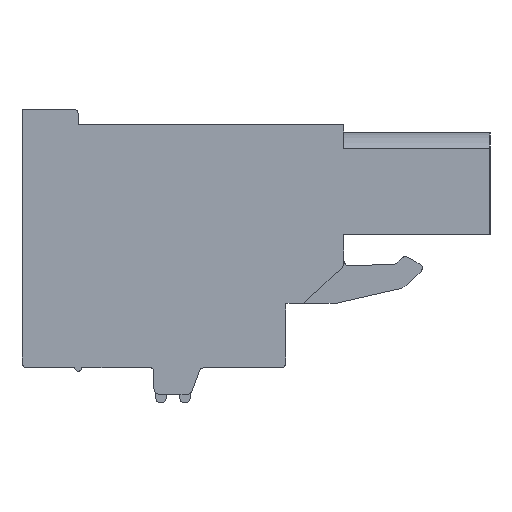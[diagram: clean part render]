
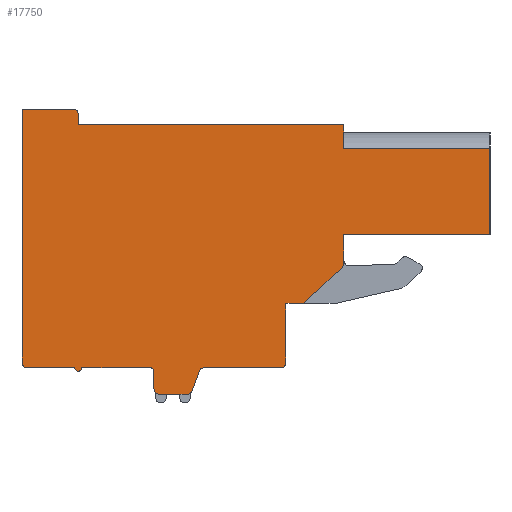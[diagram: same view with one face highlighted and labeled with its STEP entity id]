
A CAD part, left-side view. The second image highlights one B-rep face of the part: STEP entity #17750.
In plain terms, the highlighted planar face has unit normal (-1, 0, 0).
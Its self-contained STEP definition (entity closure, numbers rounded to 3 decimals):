
#1=DIRECTION('',(0.,1.,0.));
#2=VECTOR('',#1,8.3);
#3=CARTESIAN_POINT('',(0.,-13.96,5.635));
#4=LINE('',#3,#2);
#5=DIRECTION('',(0.,1.,0.));
#6=VECTOR('',#5,8.3);
#7=CARTESIAN_POINT('',(0.,-13.96,0.73));
#8=LINE('',#7,#6);
#9=DIRECTION('',(0.,0.,-1.));
#10=VECTOR('',#9,1.64);
#11=CARTESIAN_POINT('',(0.,-5.66,0.73));
#12=LINE('',#11,#10);
#13=CARTESIAN_POINT('',(0.,-5.36,-0.91));
#14=DIRECTION('',(1.,0.,0.));
#15=DIRECTION('',(0.,-1.,0.));
#16=AXIS2_PLACEMENT_3D('',#13,#14,#15);
#18=DIRECTION('',(0.,0.731,-0.683));
#19=VECTOR('',#18,3.018);
#20=CARTESIAN_POINT('',(0.,-5.565,-1.129));
#21=LINE('',#20,#19);
#22=DIRECTION('',(0.,1.,0.));
#23=VECTOR('',#22,1.);
#24=CARTESIAN_POINT('',(0.,-3.36,-3.19));
#25=LINE('',#24,#23);
#26=DIRECTION('',(0.,0.,-1.));
#27=VECTOR('',#26,0.5);
#28=CARTESIAN_POINT('',(0.,-2.36,-3.19));
#29=LINE('',#28,#27);
#30=DIRECTION('',(0.,0.,-1.));
#31=VECTOR('',#30,2.35);
#32=CARTESIAN_POINT('',(0.,-2.36,-3.69));
#33=LINE('',#32,#31);
#34=DIRECTION('',(0.,0.,-1.));
#35=VECTOR('',#34,0.5);
#36=CARTESIAN_POINT('',(0.,-2.36,-6.04));
#37=LINE('',#36,#35);
#38=CARTESIAN_POINT('',(0.,-2.06,-6.54));
#39=DIRECTION('',(1.,0.,0.));
#40=DIRECTION('',(0.,-1.,0.));
#41=AXIS2_PLACEMENT_3D('',#38,#39,#40);
#43=DIRECTION('',(0.,1.,0.));
#44=VECTOR('',#43,4.34);
#45=CARTESIAN_POINT('',(0.,-2.06,-6.84));
#46=LINE('',#45,#44);
#47=CARTESIAN_POINT('',(0.,2.28,-7.14));
#48=DIRECTION('',(-1.,0.,0.));
#49=DIRECTION('',(0.,0.,1.));
#50=AXIS2_PLACEMENT_3D('',#47,#48,#49);
#52=DIRECTION('',(0.,0.345,-0.939));
#53=VECTOR('',#52,1.179);
#54=CARTESIAN_POINT('',(0.,2.562,-7.037));
#55=LINE('',#54,#53);
#56=CARTESIAN_POINT('',(0.,3.25,-8.04));
#57=DIRECTION('',(1.,0.,0.));
#58=DIRECTION('',(0.,-0.939,-0.345));
#59=AXIS2_PLACEMENT_3D('',#56,#57,#58);
#61=DIRECTION('',(0.,1.,0.));
#62=VECTOR('',#61,1.59);
#63=CARTESIAN_POINT('',(0.,3.25,-8.34));
#64=LINE('',#63,#62);
#65=CARTESIAN_POINT('',(0.,4.84,-8.04));
#66=DIRECTION('',(1.,0.,0.));
#67=DIRECTION('',(0.,0.,-1.));
#68=AXIS2_PLACEMENT_3D('',#65,#66,#67);
#70=DIRECTION('',(0.,0.,1.));
#71=VECTOR('',#70,1.);
#72=CARTESIAN_POINT('',(0.,5.14,-8.04));
#73=LINE('',#72,#71);
#74=CARTESIAN_POINT('',(0.,5.34,-7.04));
#75=DIRECTION('',(-1.,0.,0.));
#76=DIRECTION('',(0.,-1.,0.));
#77=AXIS2_PLACEMENT_3D('',#74,#75,#76);
#79=DIRECTION('',(0.,1.,0.));
#80=VECTOR('',#79,3.9);
#81=CARTESIAN_POINT('',(0.,5.34,-6.84));
#82=LINE('',#81,#80);
#83=CARTESIAN_POINT('',(0.,9.44,-6.84));
#84=DIRECTION('',(1.,0.,0.));
#85=DIRECTION('',(0.,-1.,0.));
#86=AXIS2_PLACEMENT_3D('',#83,#84,#85);
#88=DIRECTION('',(0.,1.,0.));
#89=VECTOR('',#88,2.7);
#90=CARTESIAN_POINT('',(0.,9.64,-6.84));
#91=LINE('',#90,#89);
#92=CARTESIAN_POINT('',(0.,12.34,-6.54));
#93=DIRECTION('',(1.,0.,0.));
#94=DIRECTION('',(0.,0.,-1.));
#95=AXIS2_PLACEMENT_3D('',#92,#93,#94);
#97=DIRECTION('',(0.,0.,1.));
#98=VECTOR('',#97,0.5);
#99=CARTESIAN_POINT('',(0.,12.64,-6.54));
#100=LINE('',#99,#98);
#101=DIRECTION('',(0.,0.,1.));
#102=VECTOR('',#101,13.9);
#103=CARTESIAN_POINT('',(0.,12.64,-6.04));
#104=LINE('',#103,#102);
#105=DIRECTION('',(0.,-1.,0.));
#106=VECTOR('',#105,2.9);
#107=CARTESIAN_POINT('',(0.,12.64,7.86));
#108=LINE('',#107,#106);
#109=CARTESIAN_POINT('',(0.,9.74,7.56));
#110=DIRECTION('',(1.,0.,0.));
#111=DIRECTION('',(0.,0.,1.));
#112=AXIS2_PLACEMENT_3D('',#109,#110,#111);
#114=DIRECTION('',(0.,0.,-1.));
#115=VECTOR('',#114,0.6);
#116=CARTESIAN_POINT('',(0.,9.44,7.56));
#117=LINE('',#116,#115);
#118=DIRECTION('',(0.,-1.,0.));
#119=VECTOR('',#118,15.1);
#120=CARTESIAN_POINT('',(0.,9.44,6.96));
#121=LINE('',#120,#119);
#328=DIRECTION('',(0.,0.,1.));
#329=VECTOR('',#328,1.325);
#330=CARTESIAN_POINT('',(0.,-5.66,5.635));
#331=LINE('',#330,#329);
#949=DIRECTION('',(0.,0.,1.));
#950=VECTOR('',#949,4.905);
#951=CARTESIAN_POINT('',(0.,-13.96,0.73));
#952=LINE('',#951,#950);
#13459=CARTESIAN_POINT('',(0.,12.34,-6.84));
#13460=CARTESIAN_POINT('',(0.,12.64,-6.54));
#13461=VERTEX_POINT('',#13459);
#13462=VERTEX_POINT('',#13460);
#13463=CARTESIAN_POINT('',(0.,12.64,-6.04));
#13464=VERTEX_POINT('',#13463);
#13465=CARTESIAN_POINT('',(0.,12.64,7.86));
#13466=VERTEX_POINT('',#13465);
#13467=CARTESIAN_POINT('',(0.,9.74,7.86));
#13468=VERTEX_POINT('',#13467);
#13469=CARTESIAN_POINT('',(0.,9.44,7.56));
#13470=VERTEX_POINT('',#13469);
#13471=CARTESIAN_POINT('',(0.,9.44,6.96));
#13472=VERTEX_POINT('',#13471);
#13473=CARTESIAN_POINT('',(0.,-5.66,6.96));
#13474=VERTEX_POINT('',#13473);
#13475=CARTESIAN_POINT('',(0.,-13.96,0.73));
#13476=CARTESIAN_POINT('',(0.,-5.66,0.73));
#13477=VERTEX_POINT('',#13475);
#13478=VERTEX_POINT('',#13476);
#13479=CARTESIAN_POINT('',(0.,-5.66,-0.91));
#13480=VERTEX_POINT('',#13479);
#13481=CARTESIAN_POINT('',(0.,-5.565,-1.129));
#13482=VERTEX_POINT('',#13481);
#13483=CARTESIAN_POINT('',(0.,-3.36,-3.19));
#13484=VERTEX_POINT('',#13483);
#13485=CARTESIAN_POINT('',(0.,-2.36,-3.19));
#13486=VERTEX_POINT('',#13485);
#13487=CARTESIAN_POINT('',(0.,-2.36,-3.69));
#13488=VERTEX_POINT('',#13487);
#13489=CARTESIAN_POINT('',(0.,-2.36,-6.04));
#13490=VERTEX_POINT('',#13489);
#13491=CARTESIAN_POINT('',(0.,-2.36,-6.54));
#13492=VERTEX_POINT('',#13491);
#13493=CARTESIAN_POINT('',(0.,-2.06,-6.84));
#13494=VERTEX_POINT('',#13493);
#13495=CARTESIAN_POINT('',(0.,2.28,-6.84));
#13496=VERTEX_POINT('',#13495);
#13497=CARTESIAN_POINT('',(0.,2.562,-7.037));
#13498=VERTEX_POINT('',#13497);
#13499=CARTESIAN_POINT('',(0.,2.968,-8.143));
#13500=VERTEX_POINT('',#13499);
#13501=CARTESIAN_POINT('',(0.,3.25,-8.34));
#13502=VERTEX_POINT('',#13501);
#13503=CARTESIAN_POINT('',(0.,4.84,-8.34));
#13504=VERTEX_POINT('',#13503);
#13505=CARTESIAN_POINT('',(0.,5.14,-8.04));
#13506=VERTEX_POINT('',#13505);
#13507=CARTESIAN_POINT('',(0.,5.14,-7.04));
#13508=VERTEX_POINT('',#13507);
#13509=CARTESIAN_POINT('',(0.,5.34,-6.84));
#13510=VERTEX_POINT('',#13509);
#13511=CARTESIAN_POINT('',(0.,9.24,-6.84));
#13512=VERTEX_POINT('',#13511);
#13513=CARTESIAN_POINT('',(0.,9.64,-6.84));
#13514=VERTEX_POINT('',#13513);
#13819=CARTESIAN_POINT('',(0.,-13.96,5.635));
#13820=CARTESIAN_POINT('',(0.,-5.66,5.635));
#13821=VERTEX_POINT('',#13819);
#13822=VERTEX_POINT('',#13820);
#17683=CARTESIAN_POINT('',(0.,0.,0.));
#17684=DIRECTION('',(1.,0.,0.));
#17685=DIRECTION('',(0.,-1.,0.));
#17686=AXIS2_PLACEMENT_3D('',#17683,#17684,#17685);
#17687=PLANE('',#17686);
#17689=ORIENTED_EDGE('',*,*,#17688,.F.);
#17691=ORIENTED_EDGE('',*,*,#17690,.F.);
#17693=ORIENTED_EDGE('',*,*,#17692,.T.);
#17695=ORIENTED_EDGE('',*,*,#17694,.T.);
#17697=ORIENTED_EDGE('',*,*,#17696,.T.);
#17699=ORIENTED_EDGE('',*,*,#17698,.T.);
#17701=ORIENTED_EDGE('',*,*,#17700,.T.);
#17703=ORIENTED_EDGE('',*,*,#17702,.T.);
#17705=ORIENTED_EDGE('',*,*,#17704,.T.);
#17707=ORIENTED_EDGE('',*,*,#17706,.T.);
#17709=ORIENTED_EDGE('',*,*,#17708,.T.);
#17711=ORIENTED_EDGE('',*,*,#17710,.T.);
#17713=ORIENTED_EDGE('',*,*,#17712,.T.);
#17715=ORIENTED_EDGE('',*,*,#17714,.T.);
#17717=ORIENTED_EDGE('',*,*,#17716,.T.);
#17719=ORIENTED_EDGE('',*,*,#17718,.T.);
#17721=ORIENTED_EDGE('',*,*,#17720,.T.);
#17723=ORIENTED_EDGE('',*,*,#17722,.T.);
#17725=ORIENTED_EDGE('',*,*,#17724,.T.);
#17727=ORIENTED_EDGE('',*,*,#17726,.T.);
#17729=ORIENTED_EDGE('',*,*,#17728,.T.);
#17731=ORIENTED_EDGE('',*,*,#17730,.T.);
#17733=ORIENTED_EDGE('',*,*,#17732,.T.);
#17735=ORIENTED_EDGE('',*,*,#17734,.T.);
#17737=ORIENTED_EDGE('',*,*,#17736,.T.);
#17739=ORIENTED_EDGE('',*,*,#17738,.T.);
#17741=ORIENTED_EDGE('',*,*,#17740,.T.);
#17743=ORIENTED_EDGE('',*,*,#17742,.T.);
#17745=ORIENTED_EDGE('',*,*,#17744,.T.);
#17747=ORIENTED_EDGE('',*,*,#17746,.F.);
#17748=EDGE_LOOP('',(#17689,#17691,#17693,#17695,#17697,#17699,#17701,#17703,
#17705,#17707,#17709,#17711,#17713,#17715,#17717,#17719,#17721,#17723,#17725,
#17727,#17729,#17731,#17733,#17735,#17737,#17739,#17741,#17743,#17745,#17747));
#17749=FACE_OUTER_BOUND('',#17748,.F.);
#17750=ADVANCED_FACE('',(#17749),#17687,.F.);
#17=CIRCLE('',#16,0.3);
#42=CIRCLE('',#41,0.3);
#51=CIRCLE('',#50,0.3);
#60=CIRCLE('',#59,0.3);
#69=CIRCLE('',#68,0.3);
#78=CIRCLE('',#77,0.2);
#87=CIRCLE('',#86,0.2);
#96=CIRCLE('',#95,0.3);
#113=CIRCLE('',#112,0.3);
#17688=EDGE_CURVE('',#13821,#13822,#4,.T.);
#17690=EDGE_CURVE('',#13477,#13821,#952,.T.);
#17692=EDGE_CURVE('',#13477,#13478,#8,.T.);
#17694=EDGE_CURVE('',#13478,#13480,#12,.T.);
#17696=EDGE_CURVE('',#13480,#13482,#17,.T.);
#17698=EDGE_CURVE('',#13482,#13484,#21,.T.);
#17700=EDGE_CURVE('',#13484,#13486,#25,.T.);
#17702=EDGE_CURVE('',#13486,#13488,#29,.T.);
#17704=EDGE_CURVE('',#13488,#13490,#33,.T.);
#17706=EDGE_CURVE('',#13490,#13492,#37,.T.);
#17708=EDGE_CURVE('',#13492,#13494,#42,.T.);
#17710=EDGE_CURVE('',#13494,#13496,#46,.T.);
#17712=EDGE_CURVE('',#13496,#13498,#51,.T.);
#17714=EDGE_CURVE('',#13498,#13500,#55,.T.);
#17716=EDGE_CURVE('',#13500,#13502,#60,.T.);
#17718=EDGE_CURVE('',#13502,#13504,#64,.T.);
#17720=EDGE_CURVE('',#13504,#13506,#69,.T.);
#17722=EDGE_CURVE('',#13506,#13508,#73,.T.);
#17724=EDGE_CURVE('',#13508,#13510,#78,.T.);
#17726=EDGE_CURVE('',#13510,#13512,#82,.T.);
#17728=EDGE_CURVE('',#13512,#13514,#87,.T.);
#17730=EDGE_CURVE('',#13514,#13461,#91,.T.);
#17732=EDGE_CURVE('',#13461,#13462,#96,.T.);
#17734=EDGE_CURVE('',#13462,#13464,#100,.T.);
#17736=EDGE_CURVE('',#13464,#13466,#104,.T.);
#17738=EDGE_CURVE('',#13466,#13468,#108,.T.);
#17740=EDGE_CURVE('',#13468,#13470,#113,.T.);
#17742=EDGE_CURVE('',#13470,#13472,#117,.T.);
#17744=EDGE_CURVE('',#13472,#13474,#121,.T.);
#17746=EDGE_CURVE('',#13822,#13474,#331,.T.);
